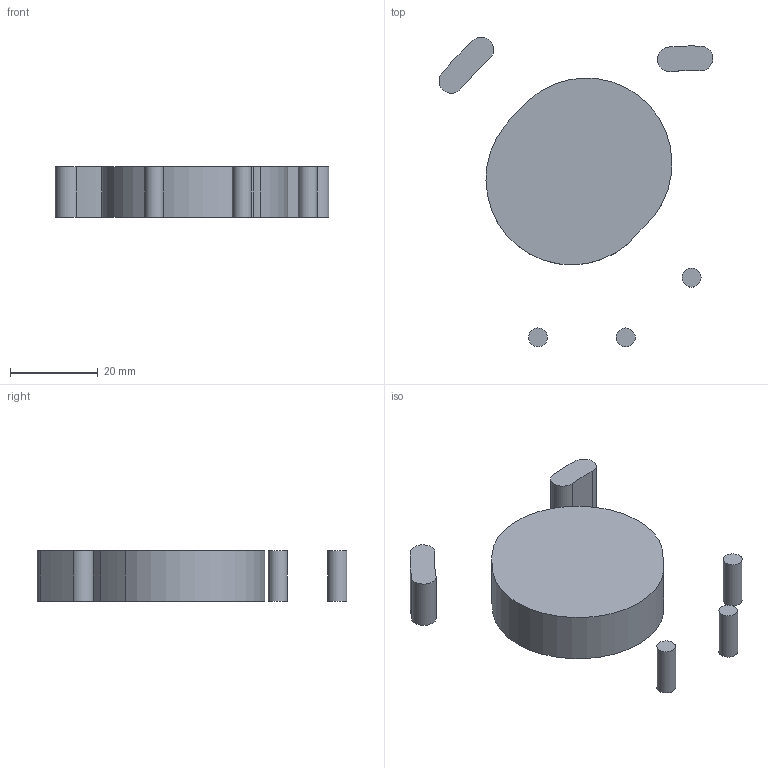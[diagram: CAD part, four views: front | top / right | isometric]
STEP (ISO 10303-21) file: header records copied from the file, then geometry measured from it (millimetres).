
FILE_DESCRIPTION(('FreeCAD Model'),'2;1');
FILE_NAME('Open CASCADE Shape Model','2021-10-15T16:19:22',('Jens Dyvik' ),('DyvikDesign'),'Open CASCADE STEP processor 7.5','FreeCAD', 'Unknown');
FILE_SCHEMA(('AUTOMOTIVE_DESIGN { 1 0 10303 214 1 1 1 1 }'));
Length unit declared in the file: millimetre
Products named in the file (1): Hole makers motor mount nema23
Bounding box: 62.35 x 70.55 x 11.5 mm (x, y, z)
Volume: 18115.7 mm3; surface area: 5933.1 mm2
Topology: 6 solids, 6 shells, 27 faces, 45 edges, 30 vertices
Faces by surface type: cylinder 15, plane 12
Full cylindrical faces by diameter (mm): 4.3 x3
Entity records: 1291 total; most frequent: DIRECTION 221, CARTESIAN_POINT 193, ORIENTED_EDGE 90, PCURVE 90, DEFINITIONAL_REPRESENTATION 90, LINE 75, VECTOR 75, CIRCLE 60
